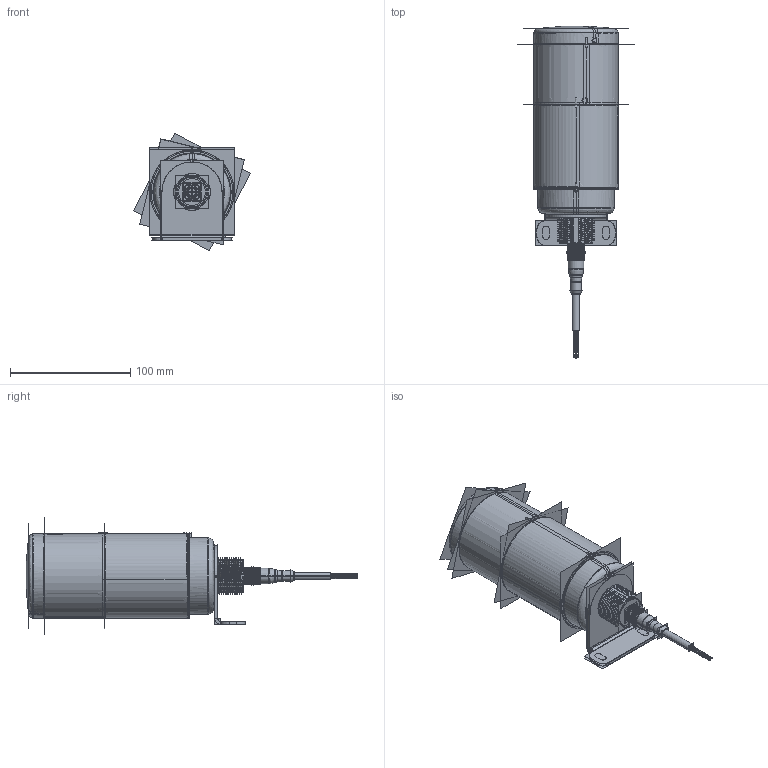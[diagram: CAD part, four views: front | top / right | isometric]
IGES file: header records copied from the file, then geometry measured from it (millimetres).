
Start section:  PTC IGES file: 217009_sm01.igs
Global section: file name: 217009_sm01.igs; native system: Creo Parametric by PTC Inc.; preprocessor: 2019292; author: PDMAdmin; organization: Unknown; date: 20221020.141943; units: millimetre
Bounding box: 97.23 x 275.76 x 97.8 mm (x, y, z)
Volume: 605590.4 mm3; surface area: 288474 mm2
Topology: 2 solids, 2 shells, 8706 faces, 38420 edges, 45520 vertices
Faces by surface type: bspline 6848, revolution 1858
